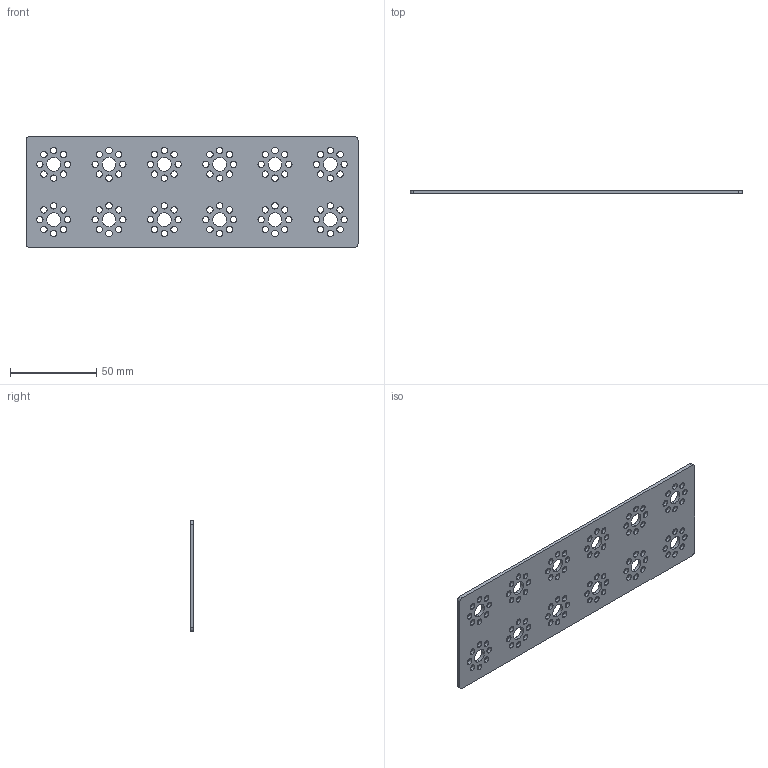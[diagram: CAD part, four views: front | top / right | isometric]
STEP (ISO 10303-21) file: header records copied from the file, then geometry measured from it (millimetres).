
FILE_DESCRIPTION (( 'STEP AP203' ), '1' );
FILE_NAME ('39073_TXM-FlatBuildingPlates.STEP', '2017-01-16T14:30:16', ( '' ), ( '' ), 'SwSTEP 2.0', 'SolidWorks 2016', '' );
FILE_SCHEMA (( 'CONFIG_CONTROL_DESIGN' ));
Length unit declared in the file: millimetre
Products named in the file (2): 39073_TXM-FlatBuildingPlates
Bounding box: 192 x 2 x 64 mm (x, y, z)
Volume: 21298.4 mm3; surface area: 25150.5 mm2
Topology: 1 solids, 1 shells, 226 faces, 672 edges, 448 vertices
Faces by surface type: cylinder 220, plane 6
Entity records: 8443 total; most frequent: DIRECTION 1568, CARTESIAN_POINT 1348, ORIENTED_EDGE 1344, EDGE_CURVE 672, AXIS2_PLACEMENT_3D 668, VERTEX_POINT 448, EDGE_LOOP 442, CIRCLE 440
